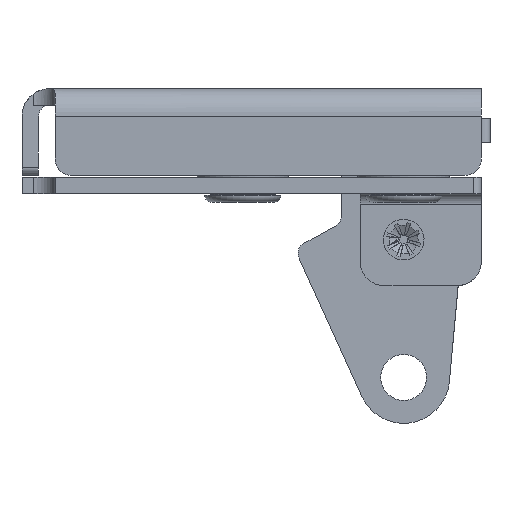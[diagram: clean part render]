
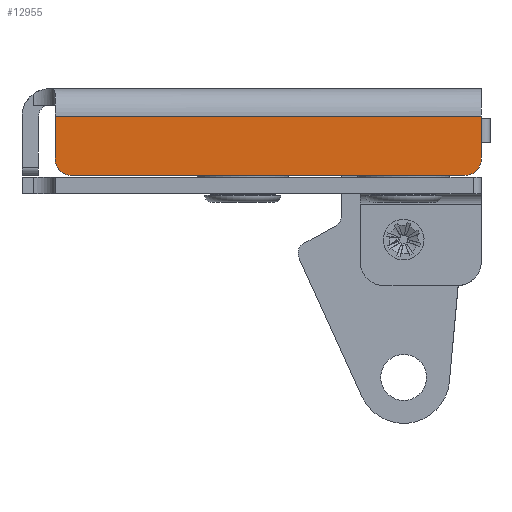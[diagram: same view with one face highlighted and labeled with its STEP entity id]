
A CAD part, front view. The second image highlights one B-rep face of the part: STEP entity #12955.
In plain terms, the highlighted planar face has unit normal (0, -1, 0).
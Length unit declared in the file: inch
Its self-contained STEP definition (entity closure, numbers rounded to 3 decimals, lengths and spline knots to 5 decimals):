
#535=PLANE('',#13925);
#1705=LINE('',#24016,#2916);
#1711=LINE('',#24034,#2922);
#1741=LINE('',#24158,#2952);
#1742=LINE('',#24160,#2953);
#2916=VECTOR('',#16891,0.3937);
#2922=VECTOR('',#16911,0.3937);
#2952=VECTOR('',#17005,0.3937);
#2953=VECTOR('',#17008,0.3937);
#3742=FACE_OUTER_BOUND('',#4467,.T.);
#4467=EDGE_LOOP('',(#11565,#11566,#11567,#11568,#11569,#11570));
#4821=CIRCLE('',#13870,0.09);
#4824=CIRCLE('',#13876,0.09);
#6176=VERTEX_POINT('',#24003);
#6177=VERTEX_POINT('',#24004);
#6181=VERTEX_POINT('',#24014);
#6185=VERTEX_POINT('',#24026);
#6186=VERTEX_POINT('',#24032);
#6210=VERTEX_POINT('',#24156);
#7926=EDGE_CURVE('',#6176,#6177,#4821,.T.);
#7932=EDGE_CURVE('',#6176,#6181,#1705,.T.);
#7938=EDGE_CURVE('',#6185,#6181,#4824,.T.);
#7942=EDGE_CURVE('',#6186,#6185,#1711,.T.);
#7989=EDGE_CURVE('',#6210,#6186,#1741,.T.);
#7990=EDGE_CURVE('',#6210,#6177,#1742,.T.);
#11565=ORIENTED_EDGE('',*,*,#7926,.F.);
#11566=ORIENTED_EDGE('',*,*,#7932,.T.);
#11567=ORIENTED_EDGE('',*,*,#7938,.F.);
#11568=ORIENTED_EDGE('',*,*,#7942,.F.);
#11569=ORIENTED_EDGE('',*,*,#7989,.F.);
#11570=ORIENTED_EDGE('',*,*,#7990,.T.);
#12955=ADVANCED_FACE('',(#3742),#535,.T.);
#13870=AXIS2_PLACEMENT_3D('',#24005,#16881,#16882);
#13876=AXIS2_PLACEMENT_3D('',#24028,#16902,#16903);
#13925=AXIS2_PLACEMENT_3D('',#24187,#17037,#17038);
#16881=DIRECTION('center_axis',(0.,1.,0.));
#16882=DIRECTION('ref_axis',(-0.707,0.,-0.707));
#16891=DIRECTION('',(1.,0.,0.));
#16902=DIRECTION('center_axis',(0.,1.,0.));
#16903=DIRECTION('ref_axis',(0.707,0.,-0.707));
#16911=DIRECTION('',(0.,0.,-1.));
#17005=DIRECTION('',(1.,0.,0.));
#17008=DIRECTION('',(0.,0.,-1.));
#17037=DIRECTION('center_axis',(0.,-1.,0.));
#17038=DIRECTION('ref_axis',(0.,0.,-1.));
#24003=CARTESIAN_POINT('',(-0.932,-0.6074,-0.4722));
#24004=CARTESIAN_POINT('',(-1.022,-0.6074,-0.3822));
#24005=CARTESIAN_POINT('Origin',(-0.932,-0.6074,-0.3822));
#24014=CARTESIAN_POINT('',(1.208,-0.6074,-0.4722));
#24016=CARTESIAN_POINT('',(1.298,-0.6074,-0.4722));
#24026=CARTESIAN_POINT('',(1.298,-0.6074,-0.3822));
#24028=CARTESIAN_POINT('Origin',(1.208,-0.6074,-0.3822));
#24032=CARTESIAN_POINT('',(1.298,-0.6074,-0.149));
#24034=CARTESIAN_POINT('',(1.298,-0.6074,0.));
#24156=CARTESIAN_POINT('',(-1.022,-0.6074,-0.149));
#24158=CARTESIAN_POINT('',(-0.53304,-0.6074,-0.149));
#24160=CARTESIAN_POINT('',(-1.022,-0.6074,0.));
#24187=CARTESIAN_POINT('Origin',(-1.022,-0.6074,0.));
